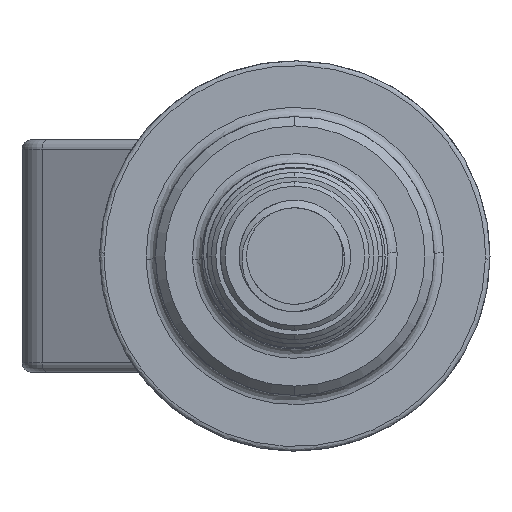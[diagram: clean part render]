
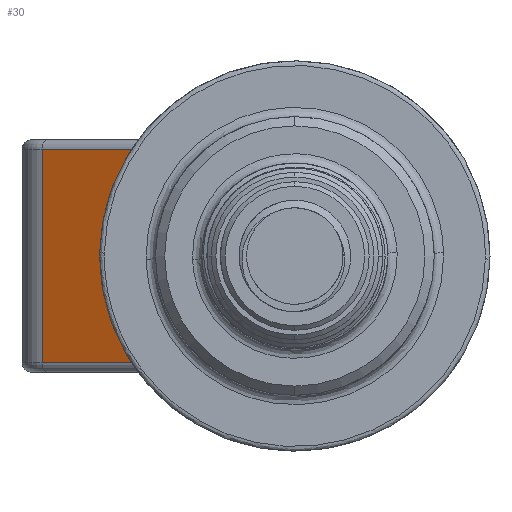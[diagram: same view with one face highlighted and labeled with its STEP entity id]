
A CAD part, left-side view. The second image highlights one B-rep face of the part: STEP entity #30.
In plain terms, the highlighted planar face has unit normal (-0.889, 0.458, 0).
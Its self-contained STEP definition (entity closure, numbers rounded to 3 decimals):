
#30 = ADVANCED_FACE ( 'NONE', ( #3696 ), #5059, .T. ) ;
#513 = LINE ( 'NONE', #3241, #2992 ) ;
#813 = ORIENTED_EDGE ( 'NONE', *, *, #8091, .T. ) ;
#909 = DIRECTION ( 'NONE',  ( -0.458, -0.889, 0. ) ) ;
#1170 = VERTEX_POINT ( 'NONE', #2321 ) ;
#1244 = LINE ( 'NONE', #3992, #2723 ) ;
#2132 = VECTOR ( 'NONE', #7497, 1000. ) ;
#2321 = CARTESIAN_POINT ( 'NONE',  ( 70.788, 27.194, -11.5 ) ) ;
#2438 = CARTESIAN_POINT ( 'NONE',  ( 64.337, 14.669, -12.785 ) ) ;
#2566 = DIRECTION ( 'NONE',  ( 0., 0., 1. ) ) ;
#2723 = VECTOR ( 'NONE', #6756, 1000. ) ;
#2985 = CARTESIAN_POINT ( 'NONE',  ( 70.788, 27.194, 11.5 ) ) ;
#2992 = VECTOR ( 'NONE', #6005, 1000. ) ;
#3241 = CARTESIAN_POINT ( 'NONE',  ( 64.337, 14.669, -11.5 ) ) ;
#3319 = EDGE_CURVE ( 'NONE', #1170, #4684, #513, .T. ) ;
#3696 = FACE_OUTER_BOUND ( 'NONE', #6659, .T. ) ;
#3992 = CARTESIAN_POINT ( 'NONE',  ( 72.619, 30.75, 11.5 ) ) ;
#4634 = CARTESIAN_POINT ( 'NONE',  ( 64.337, 14.669, 11.5 ) ) ;
#4684 = VERTEX_POINT ( 'NONE', #5669 ) ;
#5059 = PLANE ( 'NONE',  #8865 ) ;
#5102 = EDGE_CURVE ( 'NONE', #8665, #1170, #8189, .T. ) ;
#5441 = ORIENTED_EDGE ( 'NONE', *, *, #6097, .T. ) ;
#5669 = CARTESIAN_POINT ( 'NONE',  ( 64.337, 14.669, -11.5 ) ) ;
#5913 = ORIENTED_EDGE ( 'NONE', *, *, #3319, .T. ) ;
#6005 = DIRECTION ( 'NONE',  ( -0.458, -0.889, 0. ) ) ;
#6097 = EDGE_CURVE ( 'NONE', #4684, #7278, #8720, .T. ) ;
#6452 = CARTESIAN_POINT ( 'NONE',  ( 72.619, 30.75, -12.5 ) ) ;
#6659 = EDGE_LOOP ( 'NONE', ( #5441, #813, #8022, #5913 ) ) ;
#6756 = DIRECTION ( 'NONE',  ( 0.458, 0.889, 0. ) ) ;
#6777 = CARTESIAN_POINT ( 'NONE',  ( 70.788, 27.194, -12.5 ) ) ;
#7278 = VERTEX_POINT ( 'NONE', #4634 ) ;
#7497 = DIRECTION ( 'NONE',  ( 0., 0., -1. ) ) ;
#8022 = ORIENTED_EDGE ( 'NONE', *, *, #5102, .T. ) ;
#8091 = EDGE_CURVE ( 'NONE', #7278, #8665, #1244, .T. ) ;
#8189 = LINE ( 'NONE', #6777, #2132 ) ;
#8549 = DIRECTION ( 'NONE',  ( -0.889, 0.458, 0. ) ) ;
#8665 = VERTEX_POINT ( 'NONE', #2985 ) ;
#8720 = LINE ( 'NONE', #2438, #8907 ) ;
#8865 = AXIS2_PLACEMENT_3D ( 'NONE', #6452, #8549, #909 ) ;
#8907 = VECTOR ( 'NONE', #2566, 1000. ) ;
